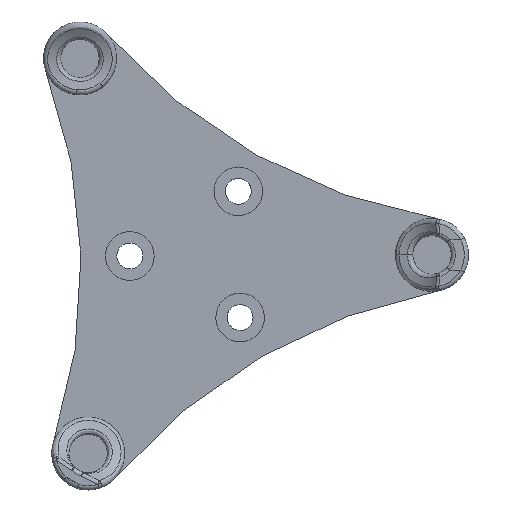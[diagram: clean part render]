
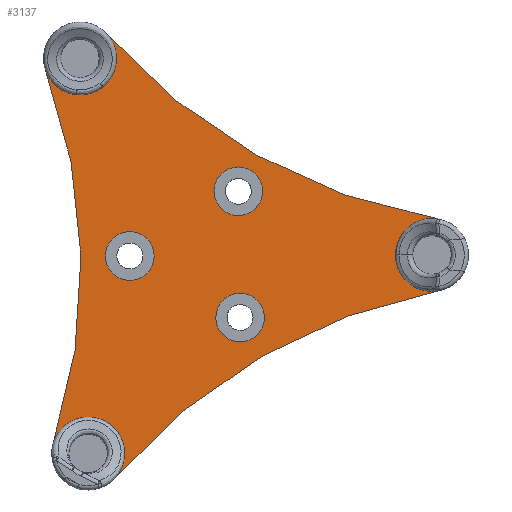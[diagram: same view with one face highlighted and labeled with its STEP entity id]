
A CAD part, front view. The second image highlights one B-rep face of the part: STEP entity #3137.
In plain terms, the highlighted planar face has unit normal (0, -1, 0).
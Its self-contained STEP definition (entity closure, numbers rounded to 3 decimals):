
#509=CARTESIAN_POINT('',(128.763,305.303,539.804));
#510=VERTEX_POINT('',#509);
#695=CARTESIAN_POINT('',(132.145,305.303,547.272));
#696=VERTEX_POINT('',#695);
#697=CARTESIAN_POINT('',(128.763,305.303,544.304));
#698=DIRECTION('',(0.,1.,0.));
#699=DIRECTION('',(-1.,0.,-0.001));
#700=AXIS2_PLACEMENT_3D('',#697,#698,#699);
#701=CIRCLE('',#700,4.5);
#702=EDGE_CURVE('',#696,#510,#701,.T.);
#730=CARTESIAN_POINT('',(124.545,305.303,542.736));
#731=VERTEX_POINT('',#730);
#738=CARTESIAN_POINT('',(128.763,305.303,544.304));
#739=DIRECTION('',(0.,1.,0.));
#740=DIRECTION('',(-1.,0.,-0.001));
#741=AXIS2_PLACEMENT_3D('',#738,#739,#740);
#742=CIRCLE('',#741,4.5);
#743=EDGE_CURVE('',#510,#731,#742,.T.);
#1472=CARTESIAN_POINT('',(133.18,305.303,492.607));
#1473=VERTEX_POINT('',#1472);
#1480=CARTESIAN_POINT('',(125.489,305.303,496.934));
#1481=VERTEX_POINT('',#1480);
#1482=CARTESIAN_POINT('',(129.768,305.303,495.541));
#1483=DIRECTION('',(0.,1.,0.));
#1484=DIRECTION('',(-0.958,0.,0.287));
#1485=AXIS2_PLACEMENT_3D('',#1482,#1483,#1484);
#1486=CIRCLE('',#1485,4.5);
#1487=EDGE_CURVE('',#1481,#1473,#1486,.T.);
#2306=CARTESIAN_POINT('',(172.218,305.303,515.55));
#2307=VERTEX_POINT('',#2306);
#2477=CARTESIAN_POINT('',(173.054,305.303,515.628));
#2478=VERTEX_POINT('',#2477);
#2479=CARTESIAN_POINT('',(172.218,305.303,520.05));
#2480=DIRECTION('',(0.,1.,0.));
#2481=DIRECTION('',(-0.944,0.,-0.329));
#2482=AXIS2_PLACEMENT_3D('',#2479,#2480,#2481);
#2483=CIRCLE('',#2482,4.5);
#2484=EDGE_CURVE('',#2478,#2307,#2483,.T.);
#2503=CARTESIAN_POINT('',(172.969,305.303,524.487));
#2504=VERTEX_POINT('',#2503);
#2511=CARTESIAN_POINT('',(172.218,305.303,520.05));
#2512=DIRECTION('',(0.,1.,0.));
#2513=DIRECTION('',(-0.944,0.,-0.329));
#2514=AXIS2_PLACEMENT_3D('',#2511,#2512,#2513);
#2515=CIRCLE('',#2514,4.5);
#2516=EDGE_CURVE('',#2307,#2504,#2515,.T.);
#2930=CARTESIAN_POINT('',(185.993,305.303,447.174));
#2931=DIRECTION('',(0.,1.,0.));
#2932=DIRECTION('',(-0.758,0.,0.652));
#2933=AXIS2_PLACEMENT_3D('',#2930,#2931,#2932);
#2934=CIRCLE('',#2933,69.666);
#2935=EDGE_CURVE('',#1473,#2478,#2934,.T.);
#2954=CARTESIAN_POINT('',(184.606,305.303,593.301));
#2955=DIRECTION('',(0.,1.,0.));
#2956=DIRECTION('',(-0.752,0.,-0.66));
#2957=AXIS2_PLACEMENT_3D('',#2954,#2955,#2956);
#2958=CIRCLE('',#2957,69.791);
#2959=EDGE_CURVE('',#2504,#696,#2958,.T.);
#2978=CARTESIAN_POINT('',(59.28,305.303,518.479));
#2979=DIRECTION('',(0.,1.,0.));
#2980=DIRECTION('',(0.937,-0.,0.348));
#2981=AXIS2_PLACEMENT_3D('',#2978,#2979,#2980);
#2982=CIRCLE('',#2981,69.626);
#2983=EDGE_CURVE('',#731,#1481,#2982,.T.);
#3062=CARTESIAN_POINT('',(172.218,305.303,520.05));
#3063=DIRECTION('',(-0.,-1.,0.));
#3064=DIRECTION('',(0.,0.,1.));
#3065=AXIS2_PLACEMENT_3D('',#3062,#3063,#3064);
#3066=PLANE('',#3065);
#3067=CARTESIAN_POINT('',(150.987,305.303,526.566));
#3068=VERTEX_POINT('',#3067);
#3069=CARTESIAN_POINT('',(148.305,305.303,530.908));
#3070=VERTEX_POINT('',#3069);
#3071=CARTESIAN_POINT('',(148.305,305.303,527.908));
#3072=DIRECTION('',(0.,1.,-0.));
#3073=DIRECTION('',(0.894,-0.,-0.448));
#3074=AXIS2_PLACEMENT_3D('',#3071,#3072,#3073);
#3075=CIRCLE('',#3074,3.);
#3076=EDGE_CURVE('',#3068,#3070,#3075,.T.);
#3077=ORIENTED_EDGE('',*,*,#3076,.T.);
#3078=CARTESIAN_POINT('',(148.305,305.303,527.908));
#3079=DIRECTION('',(0.,1.,-0.));
#3080=DIRECTION('',(0.894,-0.,-0.448));
#3081=AXIS2_PLACEMENT_3D('',#3078,#3079,#3080);
#3082=CIRCLE('',#3081,3.);
#3083=EDGE_CURVE('',#3070,#3068,#3082,.T.);
#3084=ORIENTED_EDGE('',*,*,#3083,.T.);
#3085=EDGE_LOOP('',(#3077,#3084));
#3086=FACE_BOUND('',#3085,.T.);
#3087=CARTESIAN_POINT('',(151.386,305.303,513.245));
#3088=VERTEX_POINT('',#3087);
#3089=CARTESIAN_POINT('',(148.531,305.303,515.322));
#3090=VERTEX_POINT('',#3089);
#3091=CARTESIAN_POINT('',(148.531,305.303,512.322));
#3092=DIRECTION('',(0.,1.,-0.));
#3093=DIRECTION('',(0.952,-0.,0.308));
#3094=AXIS2_PLACEMENT_3D('',#3091,#3092,#3093);
#3095=CIRCLE('',#3094,3.);
#3096=EDGE_CURVE('',#3088,#3090,#3095,.T.);
#3097=ORIENTED_EDGE('',*,*,#3096,.T.);
#3098=CARTESIAN_POINT('',(148.531,305.303,512.322));
#3099=DIRECTION('',(0.,1.,-0.));
#3100=DIRECTION('',(0.952,-0.,0.308));
#3101=AXIS2_PLACEMENT_3D('',#3098,#3099,#3100);
#3102=CIRCLE('',#3101,3.);
#3103=EDGE_CURVE('',#3090,#3088,#3102,.T.);
#3104=ORIENTED_EDGE('',*,*,#3103,.T.);
#3105=EDGE_LOOP('',(#3097,#3104));
#3106=FACE_BOUND('',#3105,.T.);
#3107=CARTESIAN_POINT('',(137.919,305.303,519.919));
#3108=VERTEX_POINT('',#3107);
#3109=CARTESIAN_POINT('',(134.919,305.303,522.919));
#3110=VERTEX_POINT('',#3109);
#3111=CARTESIAN_POINT('',(134.919,305.303,519.919));
#3112=DIRECTION('',(0.,1.,-0.));
#3113=DIRECTION('',(1.,-0.,0.));
#3114=AXIS2_PLACEMENT_3D('',#3111,#3112,#3113);
#3115=CIRCLE('',#3114,3.);
#3116=EDGE_CURVE('',#3108,#3110,#3115,.T.);
#3117=ORIENTED_EDGE('',*,*,#3116,.T.);
#3118=CARTESIAN_POINT('',(134.919,305.303,519.919));
#3119=DIRECTION('',(0.,1.,-0.));
#3120=DIRECTION('',(1.,-0.,0.));
#3121=AXIS2_PLACEMENT_3D('',#3118,#3119,#3120);
#3122=CIRCLE('',#3121,3.);
#3123=EDGE_CURVE('',#3110,#3108,#3122,.T.);
#3124=ORIENTED_EDGE('',*,*,#3123,.T.);
#3125=EDGE_LOOP('',(#3117,#3124));
#3126=FACE_BOUND('',#3125,.T.);
#3127=ORIENTED_EDGE('',*,*,#2959,.T.);
#3128=ORIENTED_EDGE('',*,*,#702,.T.);
#3129=ORIENTED_EDGE('',*,*,#743,.T.);
#3130=ORIENTED_EDGE('',*,*,#2983,.T.);
#3131=ORIENTED_EDGE('',*,*,#1487,.T.);
#3132=ORIENTED_EDGE('',*,*,#2935,.T.);
#3133=ORIENTED_EDGE('',*,*,#2484,.T.);
#3134=ORIENTED_EDGE('',*,*,#2516,.T.);
#3135=EDGE_LOOP('',(#3127,#3128,#3129,#3130,#3131,#3132,#3133,#3134));
#3136=FACE_BOUND('',#3135,.T.);
#3137=ADVANCED_FACE('',(#3086,#3106,#3126,#3136),#3066,.T.);
